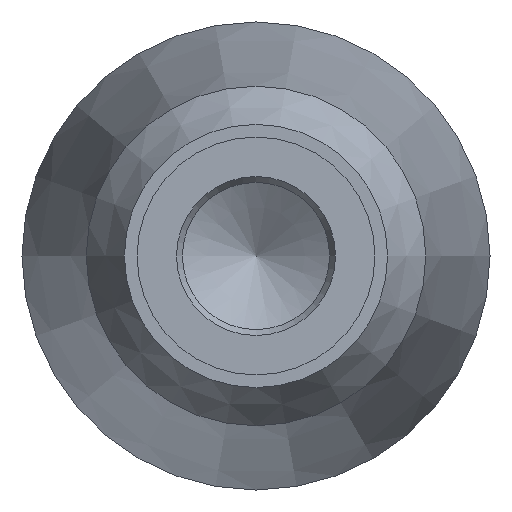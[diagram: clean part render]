
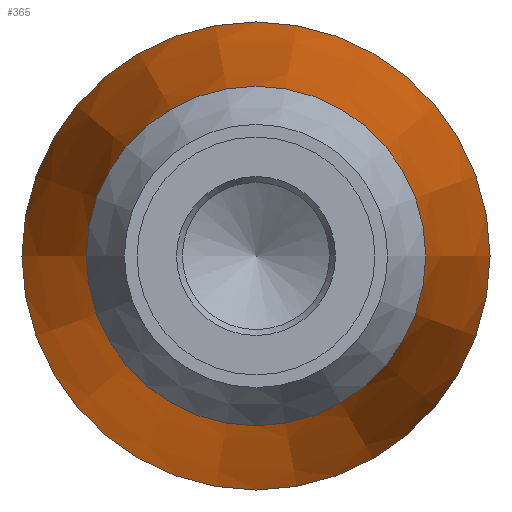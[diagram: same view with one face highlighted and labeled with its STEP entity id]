
A CAD part, front view. The second image highlights one B-rep face of the part: STEP entity #365.
In plain terms, the highlighted conical face has half-angle 8 degrees and reference radius 30.129 mm.
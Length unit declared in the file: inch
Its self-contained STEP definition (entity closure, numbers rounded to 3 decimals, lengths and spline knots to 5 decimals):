
#63=FACE_OUTER_BOUND('',#92,.T.);
#92=EDGE_LOOP('',(#318,#319,#320,#321));
#109=LINE('',#676,#122);
#122=VECTOR('',#563,1.18618);
#137=CIRCLE('',#409,1.375);
#157=CIRCLE('',#441,0.99737);
#173=VERTEX_POINT('',#621);
#189=VERTEX_POINT('',#674);
#208=EDGE_CURVE('',#173,#173,#137,.T.);
#233=EDGE_CURVE('',#189,#189,#157,.T.);
#234=EDGE_CURVE('',#189,#173,#109,.T.);
#318=ORIENTED_EDGE('',*,*,#233,.F.);
#319=ORIENTED_EDGE('',*,*,#234,.T.);
#320=ORIENTED_EDGE('',*,*,#208,.T.);
#321=ORIENTED_EDGE('',*,*,#234,.F.);
#345=CONICAL_SURFACE('',#440,1.18618,0.14);
#365=ADVANCED_FACE('',(#63),#345,.T.);
#409=AXIS2_PLACEMENT_3D('',#622,#492,#493);
#440=AXIS2_PLACEMENT_3D('',#673,#559,#560);
#441=AXIS2_PLACEMENT_3D('',#675,#561,#562);
#492=DIRECTION('center_axis',(0.,-1.,0.));
#493=DIRECTION('ref_axis',(1.,0.,0.));
#559=DIRECTION('center_axis',(0.,1.,0.));
#560=DIRECTION('ref_axis',(1.,0.,0.));
#561=DIRECTION('center_axis',(0.,-1.,0.));
#562=DIRECTION('ref_axis',(1.,0.,0.));
#563=DIRECTION('',(-0.139,0.99,0.));
#621=CARTESIAN_POINT('',(-1.375,3.54975,0.));
#622=CARTESIAN_POINT('Origin',(0.,3.54975,0.));
#673=CARTESIAN_POINT('Origin',(0.,2.20625,0.));
#674=CARTESIAN_POINT('',(-0.99737,0.86275,0.));
#675=CARTESIAN_POINT('Origin',(0.,0.86275,0.));
#676=CARTESIAN_POINT('',(-1.18618,2.20625,0.));
